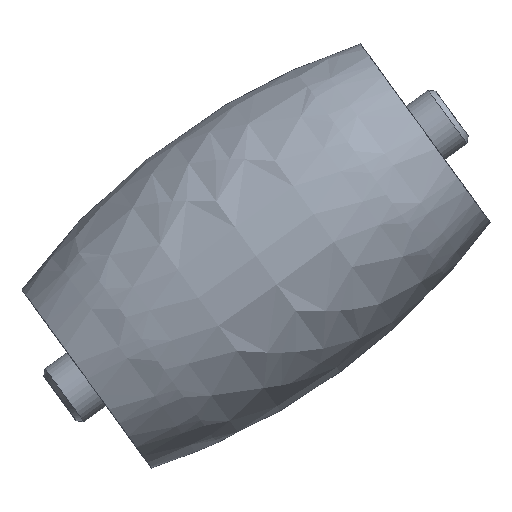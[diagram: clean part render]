
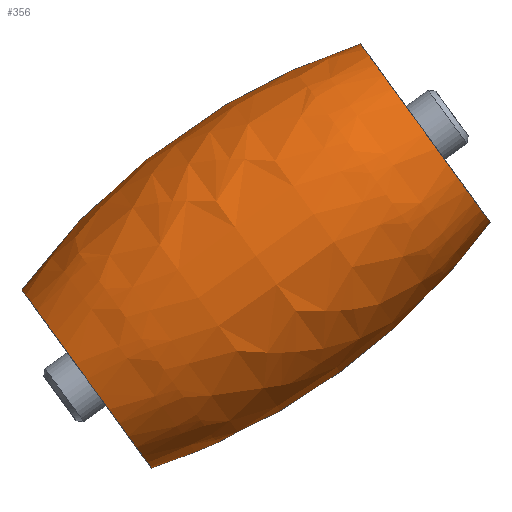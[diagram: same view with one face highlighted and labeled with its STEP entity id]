
A CAD part, front view. The second image highlights one B-rep face of the part: STEP entity #356.
In plain terms, the highlighted free-form (B-spline) face has degree [3, 3] with [4, 7] control points.
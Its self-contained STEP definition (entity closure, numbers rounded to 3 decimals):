
#211=EDGE_CURVE('',#212,#212,#214,.T.);
#212=VERTEX_POINT('',#213);
#213=CARTESIAN_POINT('',(0.,0.0,5.0));
#214=CIRCLE('',#215,5.0);
#215=AXIS2_PLACEMENT_3D('',#216,#217,#218);
#216=CARTESIAN_POINT('',(0.,0.0,0.0));
#217=DIRECTION('',(-1.0,0.0,0.0));
#218=DIRECTION('',(0.0,0.0,1.0));
#340=EDGE_CURVE('',#341,#341,#343,.F.);
#341=VERTEX_POINT('',#342);
#342=CARTESIAN_POINT('',(19.,0.0,5.0));
#343=CIRCLE('',#344,5.0);
#344=AXIS2_PLACEMENT_3D('',#345,#346,#347);
#345=CARTESIAN_POINT('',(19.,0.0,0.0));
#346=DIRECTION('',(-1.0,0.0,0.0));
#347=DIRECTION('',(0.0,0.0,1.0));
#356=ADVANCED_FACE('',(#357),#369,.T.);
#357=FACE_BOUND('',#358,.T.);
#358=EDGE_LOOP('',(#359,#360,#367,#368));
#359=ORIENTED_EDGE('',*,*,#211,.F.);
#360=ORIENTED_EDGE('',*,*,#361,.T.);
#361=EDGE_CURVE('',#212,#341,#362,.T.);
#362=(BOUNDED_CURVE()B_SPLINE_CURVE(3,(#363,#364,#365,#366),.UNSPECIFIED.,.F.,.U.)B_SPLINE_CURVE_WITH_KNOTS((4,4),(0.0,1.0),.PIECEWISE_BEZIER_KNOTS.)CURVE()GEOMETRIC_REPRESENTATION_ITEM()RATIONAL_B_SPLINE_CURVE((1.0,0.968,0.968,1.0))REPRESENTATION_ITEM(''));
#363=CARTESIAN_POINT('',(0.,0.0,5.0));
#364=CARTESIAN_POINT('',(6.227,0.0,7.017));
#365=CARTESIAN_POINT('',(12.773,0.0,7.017));
#366=CARTESIAN_POINT('',(19.,0.0,5.0));
#367=ORIENTED_EDGE('',*,*,#340,.F.);
#368=ORIENTED_EDGE('',*,*,#361,.F.);
#369=(BOUNDED_SURFACE()B_SPLINE_SURFACE(3,3,((#370,#371,#372,#373,#374,#375,#376),(#377,#378,#379,#380,#381,#382,#383),(#384,#385,#386,#387,#388,#389,#390),(#391,#392,#393,#394,#395,#396,#397)),.UNSPECIFIED.,.F.,.T.,.U.)B_SPLINE_SURFACE_WITH_KNOTS((4,4),(1,3,3,3,1),(0.0,1.0),(-0.5,0.0,0.5,1.0,1.5),.UNSPECIFIED.)GEOMETRIC_REPRESENTATION_ITEM()RATIONAL_B_SPLINE_SURFACE(((1.0,0.333,0.333,1.0,0.333,0.333,1.0),(0.968,0.323,0.323,0.968,0.323,0.323,0.968),(0.968,0.323,0.323,0.968,0.323,0.323,0.968),(1.0,0.333,0.333,1.0,0.333,0.333,1.0)))REPRESENTATION_ITEM('')SURFACE());
#370=CARTESIAN_POINT('',(0.,0.0,5.0));
#371=CARTESIAN_POINT('',(0.,10.0,5.0));
#372=CARTESIAN_POINT('',(0.,10.0,-5.0));
#373=CARTESIAN_POINT('',(0.,0.0,-5.0));
#374=CARTESIAN_POINT('',(0.,-10.0,-5.0));
#375=CARTESIAN_POINT('',(0.,-10.0,5.0));
#376=CARTESIAN_POINT('',(0.,0.0,5.0));
#377=CARTESIAN_POINT('',(6.227,0.0,7.017));
#378=CARTESIAN_POINT('',(6.227,14.034,7.017));
#379=CARTESIAN_POINT('',(6.227,14.034,-7.017));
#380=CARTESIAN_POINT('',(6.227,0.0,-7.017));
#381=CARTESIAN_POINT('',(6.227,-14.034,-7.017));
#382=CARTESIAN_POINT('',(6.227,-14.034,7.017));
#383=CARTESIAN_POINT('',(6.227,0.0,7.017));
#384=CARTESIAN_POINT('',(12.773,0.0,7.017));
#385=CARTESIAN_POINT('',(12.773,14.034,7.017));
#386=CARTESIAN_POINT('',(12.773,14.034,-7.017));
#387=CARTESIAN_POINT('',(12.773,0.0,-7.017));
#388=CARTESIAN_POINT('',(12.773,-14.034,-7.017));
#389=CARTESIAN_POINT('',(12.773,-14.034,7.017));
#390=CARTESIAN_POINT('',(12.773,0.0,7.017));
#391=CARTESIAN_POINT('',(19.,0.0,5.0));
#392=CARTESIAN_POINT('',(19.,10.,5.0));
#393=CARTESIAN_POINT('',(19.,10.,-5.0));
#394=CARTESIAN_POINT('',(19.,0.0,-5.0));
#395=CARTESIAN_POINT('',(19.,-10.,-5.0));
#396=CARTESIAN_POINT('',(19.,-10.,5.0));
#397=CARTESIAN_POINT('',(19.,0.0,5.0));
